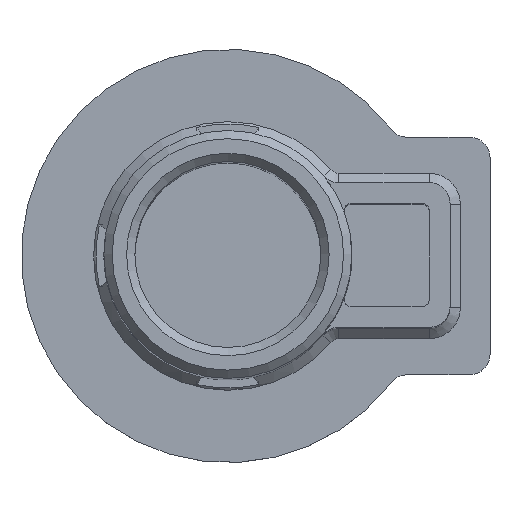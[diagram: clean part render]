
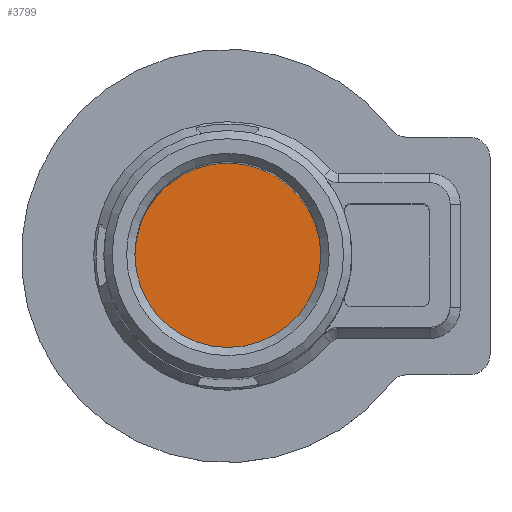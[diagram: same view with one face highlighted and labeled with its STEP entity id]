
A CAD part, top view. The second image highlights one B-rep face of the part: STEP entity #3799.
In plain terms, the highlighted planar face has unit normal (0, 0, 1).
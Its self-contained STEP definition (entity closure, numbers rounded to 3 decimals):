
#1701 = CYLINDRICAL_SURFACE('',#1702,9.);
#1702 = AXIS2_PLACEMENT_3D('',#1703,#1704,#1705);
#1703 = CARTESIAN_POINT('',(0.,0.,0.));
#1704 = DIRECTION('',(-0.,-0.,-1.));
#1705 = DIRECTION('',(1.,0.,0.));
#3139 = VERTEX_POINT('',#3140);
#3140 = CARTESIAN_POINT('',(9.,0.,0.));
#3191 = EDGE_CURVE('',#3139,#3139,#3192,.T.);
#3192 = SURFACE_CURVE('',#3193,(#3198,#3205),.PCURVE_S1.);
#3193 = CIRCLE('',#3194,9.);
#3194 = AXIS2_PLACEMENT_3D('',#3195,#3196,#3197);
#3195 = CARTESIAN_POINT('',(0.,0.,0.));
#3196 = DIRECTION('',(0.,0.,1.));
#3197 = DIRECTION('',(1.,0.,0.));
#3198 = PCURVE('',#1701,#3199);
#3199 = DEFINITIONAL_REPRESENTATION('',(#3200),#3204);
#3200 = LINE('',#3201,#3202);
#3201 = CARTESIAN_POINT('',(-0.,0.));
#3202 = VECTOR('',#3203,1.);
#3203 = DIRECTION('',(-1.,0.));
#3204 = ( GEOMETRIC_REPRESENTATION_CONTEXT(2) 
PARAMETRIC_REPRESENTATION_CONTEXT() REPRESENTATION_CONTEXT('2D SPACE',''
  ) );
#3205 = PCURVE('',#3206,#3211);
#3206 = PLANE('',#3207);
#3207 = AXIS2_PLACEMENT_3D('',#3208,#3209,#3210);
#3208 = CARTESIAN_POINT('',(4.7,0.,0.));
#3209 = DIRECTION('',(0.,0.,1.));
#3210 = DIRECTION('',(1.,0.,0.));
#3211 = DEFINITIONAL_REPRESENTATION('',(#3212),#3216);
#3212 = CIRCLE('',#3213,9.);
#3213 = AXIS2_PLACEMENT_2D('',#3214,#3215);
#3214 = CARTESIAN_POINT('',(-4.7,0.));
#3215 = DIRECTION('',(1.,0.));
#3216 = ( GEOMETRIC_REPRESENTATION_CONTEXT(2) 
PARAMETRIC_REPRESENTATION_CONTEXT() REPRESENTATION_CONTEXT('2D SPACE',''
  ) );
#3799 = ADVANCED_FACE('',(#3800),#3206,.T.);
#3800 = FACE_BOUND('',#3801,.T.);
#3801 = EDGE_LOOP('',(#3802));
#3802 = ORIENTED_EDGE('',*,*,#3191,.T.);
